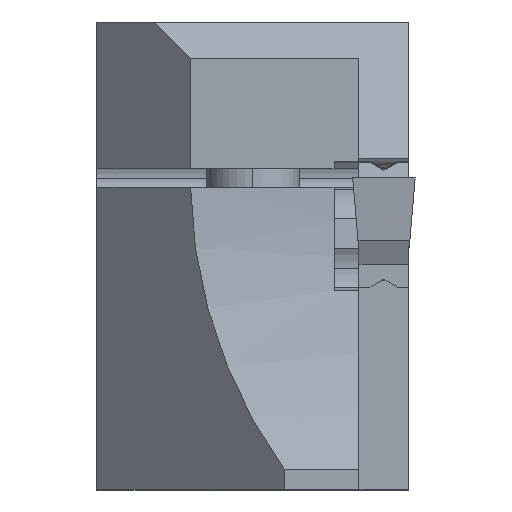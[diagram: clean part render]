
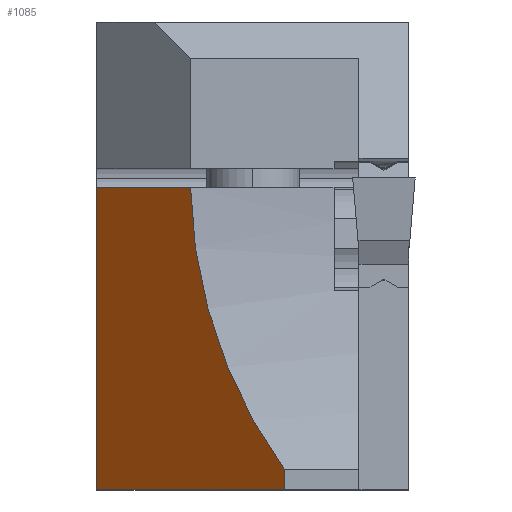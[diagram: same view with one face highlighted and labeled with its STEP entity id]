
A CAD part, left-side view. The second image highlights one B-rep face of the part: STEP entity #1085.
In plain terms, the highlighted planar face has unit normal (-0.707, 0.707, 0).
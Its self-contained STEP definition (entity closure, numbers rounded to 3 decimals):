
#14 =( BOUNDED_CURVE ( )  B_SPLINE_CURVE ( 3, ( #486, #3894, #2943, #1130 ),
 .UNSPECIFIED., .F., .T. ) 
 B_SPLINE_CURVE_WITH_KNOTS ( ( 4, 4 ),
 ( 3.16, 3.764 ),
 .UNSPECIFIED. ) 
 CURVE ( )  GEOMETRIC_REPRESENTATION_ITEM ( )  RATIONAL_B_SPLINE_CURVE ( ( 1., 0.97, 0.97, 1. ) ) 
 REPRESENTATION_ITEM ( '' )  );
#92 = PLANE ( 'NONE',  #2718 ) ;
#106 = EDGE_CURVE ( 'NONE', #567, #2955, #633, .T. ) ;
#230 = ORIENTED_EDGE ( 'NONE', *, *, #106, .F. ) ;
#293 = ORIENTED_EDGE ( 'NONE', *, *, #882, .F. ) ;
#409 = VECTOR ( 'NONE', #3753, 1000. ) ;
#417 = EDGE_LOOP ( 'NONE', ( #230, #726, #1979, #2387, #293 ) ) ;
#486 = CARTESIAN_POINT ( 'NONE',  ( 5.997, 6.997, 9.7 ) ) ;
#529 = CARTESIAN_POINT ( 'NONE',  ( 9., 10., 9.7 ) ) ;
#567 = VERTEX_POINT ( 'NONE', #529 ) ;
#613 = DIRECTION ( 'NONE',  ( -0.707, -0.707, 0. ) ) ;
#633 = LINE ( 'NONE', #2232, #3728 ) ;
#726 = ORIENTED_EDGE ( 'NONE', *, *, #3900, .T. ) ;
#882 = EDGE_CURVE ( 'NONE', #2955, #1206, #14, .T. ) ;
#893 = CARTESIAN_POINT ( 'NONE',  ( 3., 4., 0. ) ) ;
#975 = DIRECTION ( 'NONE',  ( 0.707, -0.707, 0. ) ) ;
#976 = VERTEX_POINT ( 'NONE', #893 ) ;
#987 = LINE ( 'NONE', #1590, #409 ) ;
#1085 = ADVANCED_FACE ( 'NONE', ( #2834 ), #92, .F. ) ;
#1130 = CARTESIAN_POINT ( 'NONE',  ( 3., 4., 0.673 ) ) ;
#1206 = VERTEX_POINT ( 'NONE', #3559 ) ;
#1590 = CARTESIAN_POINT ( 'NONE',  ( 9., 10., 15. ) ) ;
#1604 = VECTOR ( 'NONE', #2461, 1000. ) ;
#1813 = CARTESIAN_POINT ( 'NONE',  ( 3., 4., 15. ) ) ;
#1900 = CARTESIAN_POINT ( 'NONE',  ( 3., 4., 15. ) ) ;
#1979 = ORIENTED_EDGE ( 'NONE', *, *, #3499, .T. ) ;
#2210 = CARTESIAN_POINT ( 'NONE',  ( 5.997, 6.997, 9.7 ) ) ;
#2219 = EDGE_CURVE ( 'NONE', #1206, #976, #3340, .T. ) ;
#2232 = CARTESIAN_POINT ( 'NONE',  ( 3., 4., 9.7 ) ) ;
#2279 = CARTESIAN_POINT ( 'NONE',  ( 3., 4., 0. ) ) ;
#2387 = ORIENTED_EDGE ( 'NONE', *, *, #2219, .F. ) ;
#2461 = DIRECTION ( 'NONE',  ( 0., 0., -1. ) ) ;
#2577 = DIRECTION ( 'NONE',  ( 0.707, 0.707, 0. ) ) ;
#2718 = AXIS2_PLACEMENT_3D ( 'NONE', #1900, #975, #2577 ) ;
#2834 = FACE_OUTER_BOUND ( 'NONE', #417, .T. ) ;
#2943 = CARTESIAN_POINT ( 'NONE',  ( 4.906, 5.906, 3.329 ) ) ;
#2955 = VERTEX_POINT ( 'NONE', #2210 ) ;
#3229 = VERTEX_POINT ( 'NONE', #3703 ) ;
#3340 = LINE ( 'NONE', #1813, #1604 ) ;
#3461 = LINE ( 'NONE', #2279, #3879 ) ;
#3499 = EDGE_CURVE ( 'NONE', #3229, #976, #3461, .T. ) ;
#3507 = DIRECTION ( 'NONE',  ( -0.707, -0.707, 0. ) ) ;
#3559 = CARTESIAN_POINT ( 'NONE',  ( 3., 4., 0.673 ) ) ;
#3703 = CARTESIAN_POINT ( 'NONE',  ( 9., 10., 0. ) ) ;
#3728 = VECTOR ( 'NONE', #613, 1000. ) ;
#3753 = DIRECTION ( 'NONE',  ( 0., 0., -1. ) ) ;
#3879 = VECTOR ( 'NONE', #3507, 1000. ) ;
#3894 = CARTESIAN_POINT ( 'NONE',  ( 5.936, 6.936, 6.431 ) ) ;
#3900 = EDGE_CURVE ( 'NONE', #567, #3229, #987, .T. ) ;
